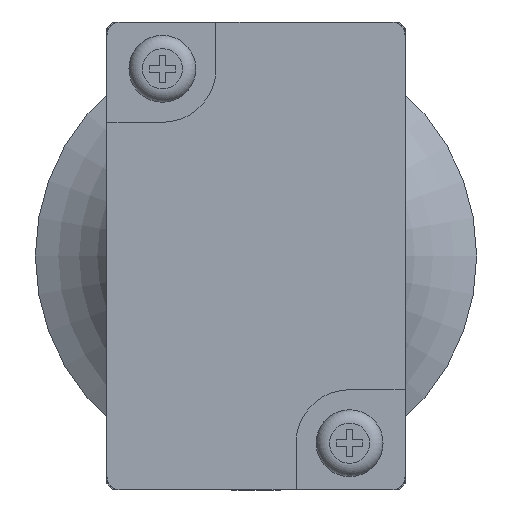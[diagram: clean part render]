
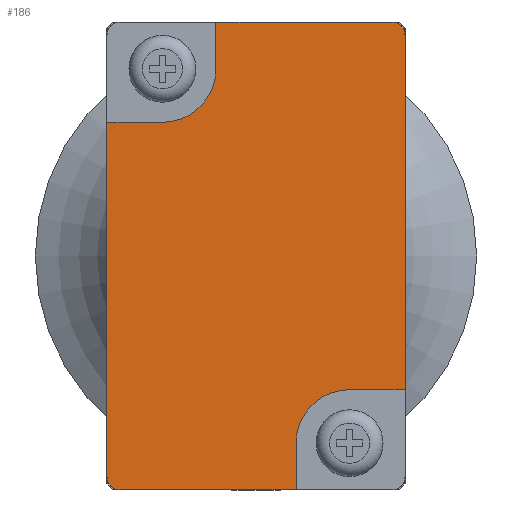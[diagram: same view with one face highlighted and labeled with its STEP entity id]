
A CAD part, front view. The second image highlights one B-rep face of the part: STEP entity #186.
In plain terms, the highlighted planar face has unit normal (0, -1, 0).
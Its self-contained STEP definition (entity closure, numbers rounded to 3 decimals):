
#186 = ADVANCED_FACE( '', ( #521 ), #522, .F. );
#521 = FACE_OUTER_BOUND( '', #947, .T. );
#522 = PLANE( '', #948 );
#947 = EDGE_LOOP( '', ( #1940, #1941, #1942, #1943, #1944, #1945, #1946, #1947, #1948, #1949, #1950, #1951 ) );
#948 = AXIS2_PLACEMENT_3D( '', #1952, #1953, #1954 );
#1940 = ORIENTED_EDGE( '', *, *, #2829, .T. );
#1941 = ORIENTED_EDGE( '', *, *, #2827, .T. );
#1942 = ORIENTED_EDGE( '', *, *, #2824, .T. );
#1943 = ORIENTED_EDGE( '', *, *, #2844, .F. );
#1944 = ORIENTED_EDGE( '', *, *, #2845, .F. );
#1945 = ORIENTED_EDGE( '', *, *, #2846, .F. );
#1946 = ORIENTED_EDGE( '', *, *, #2840, .T. );
#1947 = ORIENTED_EDGE( '', *, *, #2837, .T. );
#1948 = ORIENTED_EDGE( '', *, *, #2842, .T. );
#1949 = ORIENTED_EDGE( '', *, *, #2847, .F. );
#1950 = ORIENTED_EDGE( '', *, *, #2848, .F. );
#1951 = ORIENTED_EDGE( '', *, *, #2849, .F. );
#1952 = CARTESIAN_POINT( '', ( -10.15, 0., -16.5 ) );
#1953 = DIRECTION( '', ( 0., 1., 0. ) );
#1954 = DIRECTION( '', ( 0., 0., 1. ) );
#2824 = EDGE_CURVE( '', #3487, #3488, #3489, .T. );
#2827 = EDGE_CURVE( '', #3492, #3487, #3493, .T. );
#2829 = EDGE_CURVE( '', #3495, #3492, #3496, .T. );
#2837 = EDGE_CURVE( '', #3510, #3511, #3512, .T. );
#2840 = EDGE_CURVE( '', #3515, #3510, #3516, .T. );
#2842 = EDGE_CURVE( '', #3511, #3518, #3519, .T. );
#2844 = EDGE_CURVE( '', #3521, #3488, #3522, .T. );
#2845 = EDGE_CURVE( '', #3523, #3521, #3524, .T. );
#2846 = EDGE_CURVE( '', #3515, #3523, #3525, .T. );
#2847 = EDGE_CURVE( '', #3526, #3518, #3527, .T. );
#2848 = EDGE_CURVE( '', #3528, #3526, #3529, .T. );
#2849 = EDGE_CURVE( '', #3495, #3528, #3530, .T. );
#3487 = VERTEX_POINT( '', #4628 );
#3488 = VERTEX_POINT( '', #4629 );
#3489 = LINE( '', #4630, #4631 );
#3492 = VERTEX_POINT( '', #4636 );
#3493 = CIRCLE( '', #4637, 4. );
#3495 = VERTEX_POINT( '', #4640 );
#3496 = LINE( '', #4641, #4642 );
#3510 = VERTEX_POINT( '', #4661 );
#3511 = VERTEX_POINT( '', #4662 );
#3512 = CIRCLE( '', #4663, 4. );
#3515 = VERTEX_POINT( '', #4668 );
#3516 = LINE( '', #4669, #4670 );
#3518 = VERTEX_POINT( '', #4673 );
#3519 = LINE( '', #4674, #4675 );
#3521 = VERTEX_POINT( '', #4678 );
#3522 = LINE( '', #4679, #4680 );
#3523 = VERTEX_POINT( '', #4681 );
#3524 = CIRCLE( '', #4682, 1. );
#3525 = LINE( '', #4683, #4684 );
#3526 = VERTEX_POINT( '', #4685 );
#3527 = LINE( '', #4686, #4687 );
#3528 = VERTEX_POINT( '', #4688 );
#3529 = CIRCLE( '', #4689, 1. );
#3530 = LINE( '', #4690, #4691 );
#4628 = CARTESIAN_POINT( '', ( 7., 0., -10. ) );
#4629 = CARTESIAN_POINT( '', ( 11.15, 0., -10. ) );
#4630 = CARTESIAN_POINT( '', ( 7., 0., -10. ) );
#4631 = VECTOR( '', #5394, 1000. );
#4636 = CARTESIAN_POINT( '', ( 3., 0., -14. ) );
#4637 = AXIS2_PLACEMENT_3D( '', #5397, #5398, #5399 );
#4640 = CARTESIAN_POINT( '', ( 3., 0., -17.5 ) );
#4641 = CARTESIAN_POINT( '', ( 3., 0., -17.5 ) );
#4642 = VECTOR( '', #5401, 1000. );
#4661 = CARTESIAN_POINT( '', ( -3., 0., 14. ) );
#4662 = CARTESIAN_POINT( '', ( -7., 0., 10. ) );
#4663 = AXIS2_PLACEMENT_3D( '', #5413, #5414, #5415 );
#4668 = CARTESIAN_POINT( '', ( -3., 0., 17.5 ) );
#4669 = CARTESIAN_POINT( '', ( -3., 0., 17.5 ) );
#4670 = VECTOR( '', #5418, 1000. );
#4673 = CARTESIAN_POINT( '', ( -11.15, 0., 10. ) );
#4674 = CARTESIAN_POINT( '', ( -7., 0., 10. ) );
#4675 = VECTOR( '', #5420, 1000. );
#4678 = CARTESIAN_POINT( '', ( 11.15, 0., 16.5 ) );
#4679 = CARTESIAN_POINT( '', ( 11.15, 0., 16.5 ) );
#4680 = VECTOR( '', #5422, 1000. );
#4681 = CARTESIAN_POINT( '', ( 10.15, 0., 17.5 ) );
#4682 = AXIS2_PLACEMENT_3D( '', #5423, #5424, #5425 );
#4683 = CARTESIAN_POINT( '', ( -10.15, 0., 17.5 ) );
#4684 = VECTOR( '', #5426, 1000. );
#4685 = CARTESIAN_POINT( '', ( -11.15, 0., -16.5 ) );
#4686 = CARTESIAN_POINT( '', ( -11.15, 0., -16.5 ) );
#4687 = VECTOR( '', #5427, 1000. );
#4688 = CARTESIAN_POINT( '', ( -10.15, 0., -17.5 ) );
#4689 = AXIS2_PLACEMENT_3D( '', #5428, #5429, #5430 );
#4690 = CARTESIAN_POINT( '', ( 10.15, 0., -17.5 ) );
#4691 = VECTOR( '', #5431, 1000. );
#5394 = DIRECTION( '', ( 1., 0., 0. ) );
#5397 = CARTESIAN_POINT( '', ( 7., 0., -14. ) );
#5398 = DIRECTION( '', ( 0., 1., 0. ) );
#5399 = DIRECTION( '', ( 1., 0., 0. ) );
#5401 = DIRECTION( '', ( 0., 0., 1. ) );
#5413 = CARTESIAN_POINT( '', ( -7., 0., 14. ) );
#5414 = DIRECTION( '', ( 0., 1., 0. ) );
#5415 = DIRECTION( '', ( 1., 0., 0. ) );
#5418 = DIRECTION( '', ( 0., 0., -1. ) );
#5420 = DIRECTION( '', ( -1., 0., 0. ) );
#5422 = DIRECTION( '', ( 0., 0., -1. ) );
#5423 = CARTESIAN_POINT( '', ( 10.15, 0., 16.5 ) );
#5424 = DIRECTION( '', ( 0., 1., 0. ) );
#5425 = DIRECTION( '', ( 1., 0., 0. ) );
#5426 = DIRECTION( '', ( 1., 0., 0. ) );
#5427 = DIRECTION( '', ( 0., 0., 1. ) );
#5428 = CARTESIAN_POINT( '', ( -10.15, 0., -16.5 ) );
#5429 = DIRECTION( '', ( 0., 1., 0. ) );
#5430 = DIRECTION( '', ( 1., 0., 0. ) );
#5431 = DIRECTION( '', ( -1., 0., 0. ) );
